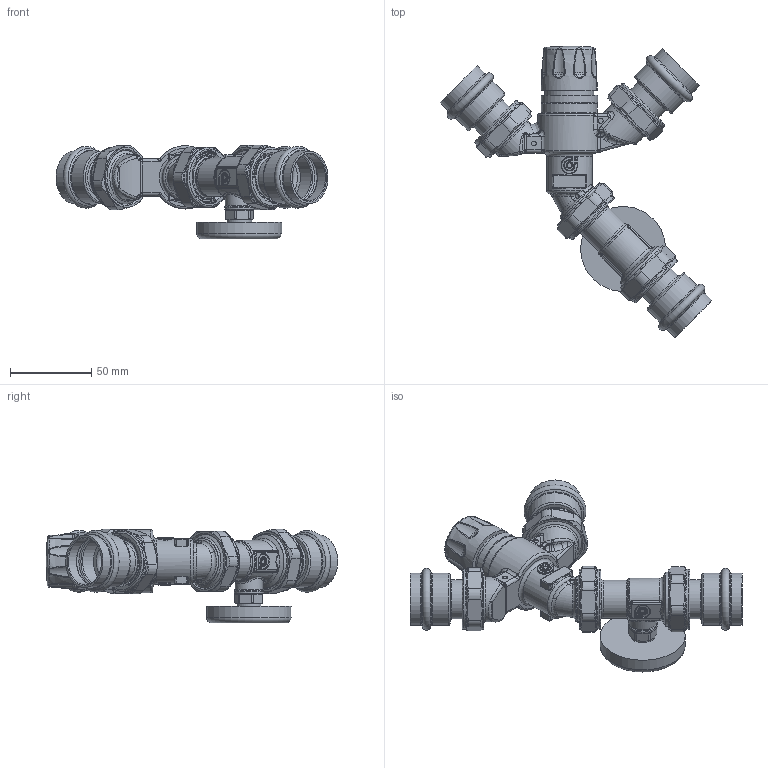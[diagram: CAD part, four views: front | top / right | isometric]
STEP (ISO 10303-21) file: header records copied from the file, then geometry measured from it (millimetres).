
FILE_DESCRIPTION(/* description */ (''),/* implementation_level */ '2;1');
FILE_NAME(/* name */ '520616A 001_Simplify_1.stp',/* time_stamp */ '2025-07-31T14:31:34-05:00',/* author */ ('ischreiner'),/* organization */ (''),/* preprocessor_version */ 'ST-DEVELOPER v20',/* originating_system */ 'Autodesk Inventor 2025',/* authorisation */ '');
FILE_SCHEMA (('AUTOMOTIVE_DESIGN { 1 0 10303 214 3 1 1 }'));
Products named in the file (1): 520616A 001_Simplify_1
Bounding box: 167.46 x 179.45 x 57.79 mm (x, y, z)
Volume: 227383.2 mm3; surface area: 74437.7 mm2
Topology: 9 solids, 9 shells, 1749 faces, 4106 edges, 2242 vertices
Faces by surface type: cylinder 514, bspline 512, plane 254, torus 227, sphere 124, cone 118
Full cylindrical faces by diameter (mm): 3 x2, 15.24 x1, 15.875 x1, 17 x1, 18 x1, 19.05 x3, 23.5 x1, 24 x1, 24.384 x3, 27.686 x3, 28 x2, 28.956 x6, 29.591 x3, 29.6 x1, 30.5 x4, 32.385 x6, 33.1 x4, 34.5 x1, 37 x8, 52.324 x1
Entity records: 83521 total; most frequent: CARTESIAN_POINT 45286, ORIENTED_EDGE 7868, DIRECTION 7254, EDGE_CURVE 3934, AXIS2_PLACEMENT_3D 3143, VERTEX_POINT 2242, EDGE_LOOP 1804, STYLED_ITEM 1758
